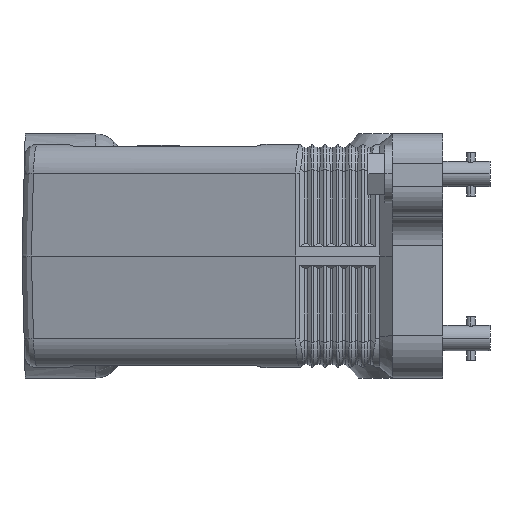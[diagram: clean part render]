
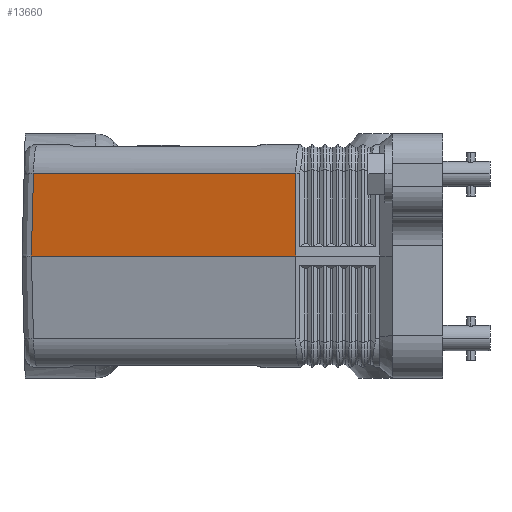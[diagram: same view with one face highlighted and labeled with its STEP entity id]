
A CAD part, left-side view. The second image highlights one B-rep face of the part: STEP entity #13660.
In plain terms, the highlighted planar face has unit normal (-0.966, 0.259, 0.026).
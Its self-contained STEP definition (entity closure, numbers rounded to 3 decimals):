
#13270=CARTESIAN_POINT('',(95.139,106.118,
-0.009));
#13280=DIRECTION('',(-0.966,0.259,
0.026));
#13290=DIRECTION('',(0.259,0.966,
0.));
#13300=AXIS2_PLACEMENT_3D('',#13270,#13280,#13290);
#13310=PLANE('',#13300);
#13320=CARTESIAN_POINT('',(75.066,31.205,0.));
#13330=DIRECTION('',(-0.026,0.003,
-1.));
#13340=VECTOR('',#13330,1.);
#13350=LINE('',#13320,#13340);
#13360=CARTESIAN_POINT('',(74.9,31.226,
-6.317));
#13370=VERTEX_POINT('',#13360);
#13380=CARTESIAN_POINT('',(74.385,31.294,-26.));
#13390=VERTEX_POINT('',#13380);
#13400=EDGE_CURVE('',#13370,#13390,#13350,.T.);
#13410=ORIENTED_EDGE('',*,*,#13400,.F.);
#13420=CARTESIAN_POINT('',(66.,0.,-26.));
#13430=DIRECTION('',(-0.259,-0.966,0.));
#13440=VECTOR('',#13430,1.);
#13450=LINE('',#13420,#13440);
#13460=CARTESIAN_POINT('',(91.206,94.071,
-26.));
#13470=VERTEX_POINT('',#13460);
#13480=EDGE_CURVE('',#13470,#13390,#13450,.T.);
#13490=ORIENTED_EDGE('',*,*,#13480,.T.);
#13500=CARTESIAN_POINT('',(91.602,93.556,
-6.317));
#13510=DIRECTION('',(-0.02,0.026,
-0.999));
#13520=VECTOR('',#13510,1.);
#13530=LINE('',#13500,#13520);
#13540=CARTESIAN_POINT('',(91.602,93.556,
-6.317));
#13550=VERTEX_POINT('',#13540);
#13560=EDGE_CURVE('',#13550,#13470,#13530,.T.);
#13570=ORIENTED_EDGE('',*,*,#13560,.T.);
#13580=CARTESIAN_POINT('',(67.019,1.811,
-6.317));
#13590=DIRECTION('',(0.259,0.966,0.));
#13600=VECTOR('',#13590,1.);
#13610=LINE('',#13580,#13600);
#13620=EDGE_CURVE('',#13370,#13550,#13610,.T.);
#13630=ORIENTED_EDGE('',*,*,#13620,.T.);
#13640=EDGE_LOOP('',(#13630,#13570,#13490,#13410));
#13650=FACE_OUTER_BOUND('',#13640,.T.);
#13660=ADVANCED_FACE('',(#13650),#13310,.T.);
